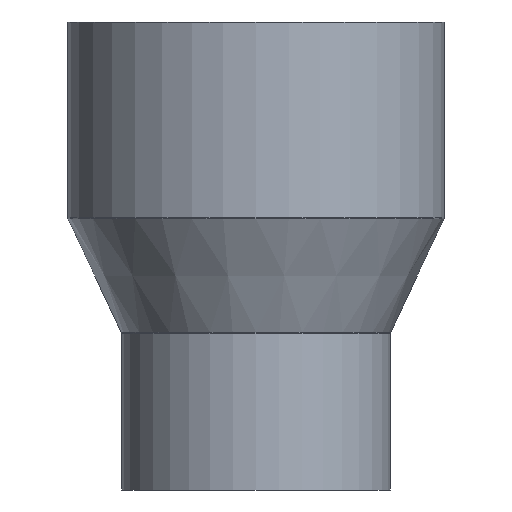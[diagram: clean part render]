
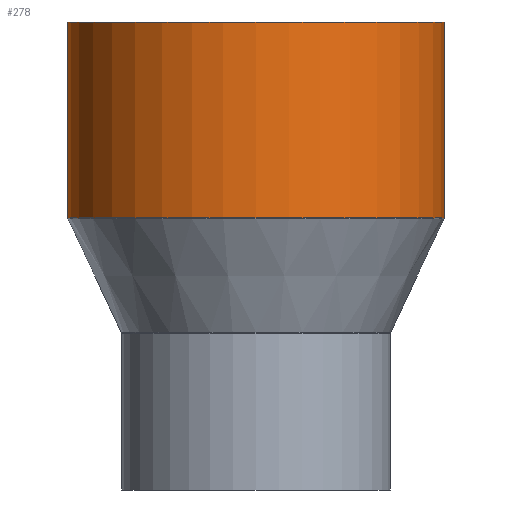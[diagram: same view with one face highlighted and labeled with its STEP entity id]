
A CAD part, front view. The second image highlights one B-rep face of the part: STEP entity #278.
In plain terms, the highlighted cylindrical face has radius 140 mm (diameter 280 mm), a partial arc.
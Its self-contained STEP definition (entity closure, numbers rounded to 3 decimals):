
#10 = LINE ( 'NONE', #232, #307 ) ;
#21 = DIRECTION ( 'NONE',  ( -1., 0., 0. ) ) ;
#27 = DIRECTION ( 'NONE',  ( 0., 0., -1. ) ) ;
#39 = DIRECTION ( 'NONE',  ( -1., 0., 0. ) ) ;
#49 = ORIENTED_EDGE ( 'NONE', *, *, #77, .F. ) ;
#64 = EDGE_CURVE ( 'NONE', #168, #92, #494, .T. ) ;
#69 = CARTESIAN_POINT ( 'NONE',  ( 140., 0., 37.953 ) ) ;
#77 = EDGE_CURVE ( 'NONE', #168, #193, #380, .T. ) ;
#92 = VERTEX_POINT ( 'NONE', #283 ) ;
#97 = CARTESIAN_POINT ( 'NONE',  ( 0., 0., 37.953 ) ) ;
#101 = EDGE_LOOP ( 'NONE', ( #49, #374, #341, #348 ) ) ;
#147 = VECTOR ( 'NONE', #27, 1000. ) ;
#168 = VERTEX_POINT ( 'NONE', #383 ) ;
#183 = DIRECTION ( 'NONE',  ( 0., 0., -1. ) ) ;
#193 = VERTEX_POINT ( 'NONE', #69 ) ;
#227 = CARTESIAN_POINT ( 'NONE',  ( 0., 0., 183.506 ) ) ;
#232 = CARTESIAN_POINT ( 'NONE',  ( -140., 0., -16.533 ) ) ;
#278 = ADVANCED_FACE ( 'NONE', ( #332 ), #567, .T. ) ;
#283 = CARTESIAN_POINT ( 'NONE',  ( -140., 0., 183.506 ) ) ;
#307 = VECTOR ( 'NONE', #335, 1000. ) ;
#319 = DIRECTION ( 'NONE',  ( 0., 0., -1. ) ) ;
#332 = FACE_OUTER_BOUND ( 'NONE', #101, .T. ) ;
#335 = DIRECTION ( 'NONE',  ( 0., 0., -1. ) ) ;
#341 = ORIENTED_EDGE ( 'NONE', *, *, #378, .T. ) ;
#343 = VERTEX_POINT ( 'NONE', #381 ) ;
#348 = ORIENTED_EDGE ( 'NONE', *, *, #441, .F. ) ;
#371 = DIRECTION ( 'NONE',  ( -1., 0., 0. ) ) ;
#374 = ORIENTED_EDGE ( 'NONE', *, *, #64, .T. ) ;
#378 = EDGE_CURVE ( 'NONE', #92, #343, #10, .T. ) ;
#380 = LINE ( 'NONE', #581, #147 ) ;
#381 = CARTESIAN_POINT ( 'NONE',  ( -140., 0., 37.953 ) ) ;
#383 = CARTESIAN_POINT ( 'NONE',  ( 140., 0., 183.506 ) ) ;
#441 = EDGE_CURVE ( 'NONE', #193, #343, #530, .T. ) ;
#474 = AXIS2_PLACEMENT_3D ( 'NONE', #227, #183, #21 ) ;
#494 = CIRCLE ( 'NONE', #474, 140. ) ;
#501 = AXIS2_PLACEMENT_3D ( 'NONE', #519, #319, #371 ) ;
#519 = CARTESIAN_POINT ( 'NONE',  ( 0., 0., -16.533 ) ) ;
#530 = CIRCLE ( 'NONE', #598, 140. ) ;
#567 = CYLINDRICAL_SURFACE ( 'NONE', #501, 140. ) ;
#581 = CARTESIAN_POINT ( 'NONE',  ( 140., 0., -16.533 ) ) ;
#598 = AXIS2_PLACEMENT_3D ( 'NONE', #97, #652, #39 ) ;
#652 = DIRECTION ( 'NONE',  ( 0., 0., -1. ) ) ;
